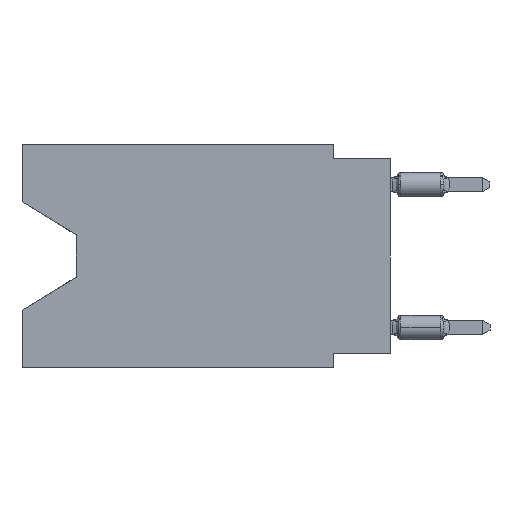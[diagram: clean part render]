
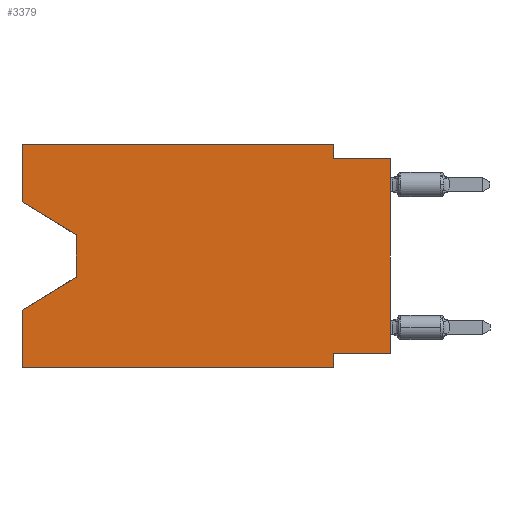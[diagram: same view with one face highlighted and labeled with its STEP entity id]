
A CAD part, left-side view. The second image highlights one B-rep face of the part: STEP entity #3379.
In plain terms, the highlighted planar face has unit normal (-1, 0, 0).
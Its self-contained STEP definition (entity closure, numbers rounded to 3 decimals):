
#38 = LINE ( 'NONE', #16994, #5759 ) ;
#448 = CARTESIAN_POINT ( 'NONE',  ( 0., 2.54, -9.906 ) ) ;
#582 = EDGE_CURVE ( 'NONE', #9598, #4995, #4879, .T. ) ;
#790 = CARTESIAN_POINT ( 'NONE',  ( 0., 2.54, 0. ) ) ;
#926 = ORIENTED_EDGE ( 'NONE', *, *, #11976, .F. ) ;
#1092 = ORIENTED_EDGE ( 'NONE', *, *, #2113, .T. ) ;
#1328 = CARTESIAN_POINT ( 'NONE',  ( 0., 13.97, -5.893 ) ) ;
#1363 = CARTESIAN_POINT ( 'NONE',  ( 0., 0., -0.635 ) ) ;
#1400 = LINE ( 'NONE', #14455, #15237 ) ;
#1404 = LINE ( 'NONE', #3928, #11768 ) ;
#1807 = ORIENTED_EDGE ( 'NONE', *, *, #13516, .F. ) ;
#2058 = LINE ( 'NONE', #11183, #16440 ) ;
#2113 = EDGE_CURVE ( 'NONE', #12154, #16863, #10259, .T. ) ;
#2273 = VECTOR ( 'NONE', #4492, 1000. ) ;
#2542 = DIRECTION ( 'NONE',  ( 0., -1., 0. ) ) ;
#2569 = LINE ( 'NONE', #9891, #13472 ) ;
#2737 = EDGE_CURVE ( 'NONE', #6078, #7009, #10411, .T. ) ;
#2862 = LINE ( 'NONE', #8174, #2273 ) ;
#3379 = ADVANCED_FACE ( 'NONE', ( #13278 ), #15783, .F. ) ;
#3765 = ORIENTED_EDGE ( 'NONE', *, *, #10485, .F. ) ;
#3839 = LINE ( 'NONE', #9143, #13496 ) ;
#3873 = DIRECTION ( 'NONE',  ( 1., 0., 0. ) ) ;
#3892 = CARTESIAN_POINT ( 'NONE',  ( 0., 13.97, -4.013 ) ) ;
#3896 = EDGE_CURVE ( 'NONE', #10394, #6078, #6961, .T. ) ;
#3928 = CARTESIAN_POINT ( 'NONE',  ( 0., 0., -9.271 ) ) ;
#3951 = CARTESIAN_POINT ( 'NONE',  ( 0., 16.383, 0. ) ) ;
#4076 = VERTEX_POINT ( 'NONE', #13474 ) ;
#4171 = VERTEX_POINT ( 'NONE', #12415 ) ;
#4240 = ORIENTED_EDGE ( 'NONE', *, *, #6509, .F. ) ;
#4492 = DIRECTION ( 'NONE',  ( 0., 0., -1. ) ) ;
#4523 = EDGE_CURVE ( 'NONE', #10040, #4076, #38, .T. ) ;
#4865 = CARTESIAN_POINT ( 'NONE',  ( 0., 16.383, 0. ) ) ;
#4879 = LINE ( 'NONE', #11489, #8522 ) ;
#4953 = DIRECTION ( 'NONE',  ( 0., 0., 1. ) ) ;
#4995 = VERTEX_POINT ( 'NONE', #448 ) ;
#5086 = DIRECTION ( 'NONE',  ( 0., 0., 1. ) ) ;
#5631 = ORIENTED_EDGE ( 'NONE', *, *, #2737, .T. ) ;
#5759 = VECTOR ( 'NONE', #5086, 1000. ) ;
#6078 = VERTEX_POINT ( 'NONE', #11953 ) ;
#6261 = DIRECTION ( 'NONE',  ( 0., 0., 1. ) ) ;
#6509 = EDGE_CURVE ( 'NONE', #4171, #8487, #1400, .T. ) ;
#6550 = VECTOR ( 'NONE', #4953, 1000. ) ;
#6599 = AXIS2_PLACEMENT_3D ( 'NONE', #3951, #3873, #9173 ) ;
#6961 = LINE ( 'NONE', #12512, #12993 ) ;
#7009 = VERTEX_POINT ( 'NONE', #1328 ) ;
#7358 = DIRECTION ( 'NONE',  ( 0., 0.855, -0.519 ) ) ;
#7868 = DIRECTION ( 'NONE',  ( 0., -1., 0. ) ) ;
#8174 = CARTESIAN_POINT ( 'NONE',  ( 0., 2.54, 0. ) ) ;
#8487 = VERTEX_POINT ( 'NONE', #790 ) ;
#8522 = VECTOR ( 'NONE', #10189, 1000. ) ;
#8666 = EDGE_CURVE ( 'NONE', #9485, #16863, #3839, .T. ) ;
#9038 = ORIENTED_EDGE ( 'NONE', *, *, #15433, .T. ) ;
#9143 = CARTESIAN_POINT ( 'NONE',  ( 0., 0., -0.635 ) ) ;
#9173 = DIRECTION ( 'NONE',  ( 0., 0., -1. ) ) ;
#9485 = VERTEX_POINT ( 'NONE', #13525 ) ;
#9598 = VERTEX_POINT ( 'NONE', #13180 ) ;
#9731 = CARTESIAN_POINT ( 'NONE',  ( 0., 16.383, -9.906 ) ) ;
#9891 = CARTESIAN_POINT ( 'NONE',  ( 0., 16.383, -9.906 ) ) ;
#10040 = VERTEX_POINT ( 'NONE', #9731 ) ;
#10189 = DIRECTION ( 'NONE',  ( 0., 0., -1. ) ) ;
#10259 = LINE ( 'NONE', #12790, #17141 ) ;
#10394 = VERTEX_POINT ( 'NONE', #12255 ) ;
#10411 = LINE ( 'NONE', #3892, #10498 ) ;
#10485 = EDGE_CURVE ( 'NONE', #8487, #9485, #2862, .T. ) ;
#10498 = VECTOR ( 'NONE', #14335, 1000. ) ;
#11183 = CARTESIAN_POINT ( 'NONE',  ( 0., 13.97, -5.893 ) ) ;
#11489 = CARTESIAN_POINT ( 'NONE',  ( 0., 2.54, -9.906 ) ) ;
#11768 = VECTOR ( 'NONE', #14459, 1000. ) ;
#11937 = DIRECTION ( 'NONE',  ( 0., -1., 0. ) ) ;
#11953 = CARTESIAN_POINT ( 'NONE',  ( 0., 13.97, -4.013 ) ) ;
#11976 = EDGE_CURVE ( 'NONE', #12154, #9598, #1404, .T. ) ;
#12154 = VERTEX_POINT ( 'NONE', #15551 ) ;
#12255 = CARTESIAN_POINT ( 'NONE',  ( 0., 16.383, -2.546 ) ) ;
#12415 = CARTESIAN_POINT ( 'NONE',  ( 0., 16.383, 0. ) ) ;
#12489 = EDGE_LOOP ( 'NONE', ( #15556, #5631, #9038, #13982, #14214, #14343, #926, #1092, #15648, #3765, #4240, #1807 ) ) ;
#12512 = CARTESIAN_POINT ( 'NONE',  ( 0., 16.383, -2.546 ) ) ;
#12706 = EDGE_CURVE ( 'NONE', #10040, #4995, #2569, .T. ) ;
#12790 = CARTESIAN_POINT ( 'NONE',  ( 0., 0., 0. ) ) ;
#12993 = VECTOR ( 'NONE', #14873, 1000. ) ;
#13180 = CARTESIAN_POINT ( 'NONE',  ( 0., 2.54, -9.271 ) ) ;
#13278 = FACE_OUTER_BOUND ( 'NONE', #12489, .T. ) ;
#13472 = VECTOR ( 'NONE', #7868, 1000. ) ;
#13474 = CARTESIAN_POINT ( 'NONE',  ( 0., 16.383, -7.36 ) ) ;
#13496 = VECTOR ( 'NONE', #11937, 1000. ) ;
#13516 = EDGE_CURVE ( 'NONE', #10394, #4171, #15555, .T. ) ;
#13525 = CARTESIAN_POINT ( 'NONE',  ( 0., 2.54, -0.635 ) ) ;
#13982 = ORIENTED_EDGE ( 'NONE', *, *, #4523, .F. ) ;
#14214 = ORIENTED_EDGE ( 'NONE', *, *, #12706, .T. ) ;
#14335 = DIRECTION ( 'NONE',  ( 0., 0., -1. ) ) ;
#14343 = ORIENTED_EDGE ( 'NONE', *, *, #582, .F. ) ;
#14455 = CARTESIAN_POINT ( 'NONE',  ( 0., 16.383, 0. ) ) ;
#14459 = DIRECTION ( 'NONE',  ( 0., 1., 0. ) ) ;
#14873 = DIRECTION ( 'NONE',  ( 0., -0.855, -0.519 ) ) ;
#15237 = VECTOR ( 'NONE', #2542, 1000. ) ;
#15433 = EDGE_CURVE ( 'NONE', #7009, #4076, #2058, .T. ) ;
#15551 = CARTESIAN_POINT ( 'NONE',  ( 0., 0., -9.271 ) ) ;
#15555 = LINE ( 'NONE', #4865, #6550 ) ;
#15556 = ORIENTED_EDGE ( 'NONE', *, *, #3896, .T. ) ;
#15648 = ORIENTED_EDGE ( 'NONE', *, *, #8666, .F. ) ;
#15783 = PLANE ( 'NONE',  #6599 ) ;
#16440 = VECTOR ( 'NONE', #7358, 1000. ) ;
#16863 = VERTEX_POINT ( 'NONE', #1363 ) ;
#16994 = CARTESIAN_POINT ( 'NONE',  ( 0., 16.383, 0. ) ) ;
#17141 = VECTOR ( 'NONE', #6261, 1000. ) ;
